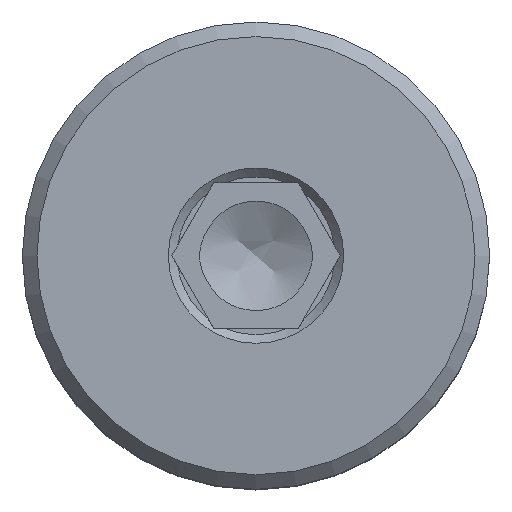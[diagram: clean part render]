
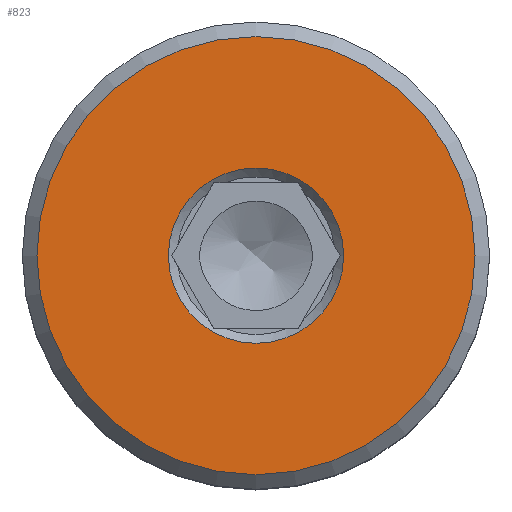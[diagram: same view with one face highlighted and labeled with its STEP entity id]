
A CAD part, top view. The second image highlights one B-rep face of the part: STEP entity #823.
In plain terms, the highlighted planar face has unit normal (0, 0, 1).
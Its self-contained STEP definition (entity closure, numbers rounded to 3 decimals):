
#57 = CARTESIAN_POINT ( 'NONE',  ( 0., 8., 14. ) ) ;
#100 = CIRCLE ( 'NONE', #963, 7.5 ) ;
#107 = DIRECTION ( 'NONE',  ( 1., 0., 0. ) ) ;
#108 = ORIENTED_EDGE ( 'NONE', *, *, #759, .T. ) ;
#136 = DIRECTION ( 'NONE',  ( -1., 0., 0. ) ) ;
#145 = VERTEX_POINT ( 'NONE', #544 ) ;
#231 = CIRCLE ( 'NONE', #439, 3. ) ;
#280 = FACE_OUTER_BOUND ( 'NONE', #732, .T. ) ;
#343 = EDGE_LOOP ( 'NONE', ( #545 ) ) ;
#358 = AXIS2_PLACEMENT_3D ( 'NONE', #57, #885, #827 ) ;
#362 = CARTESIAN_POINT ( 'NONE',  ( 0., 0., 14. ) ) ;
#406 = DIRECTION ( 'NONE',  ( 0., 0., 1. ) ) ;
#439 = AXIS2_PLACEMENT_3D ( 'NONE', #780, #406, #107 ) ;
#468 = CARTESIAN_POINT ( 'NONE',  ( -7.5, 0., 14. ) ) ;
#521 = FACE_BOUND ( 'NONE', #343, .T. ) ;
#544 = CARTESIAN_POINT ( 'NONE',  ( 3., 0., 14. ) ) ;
#545 = ORIENTED_EDGE ( 'NONE', *, *, #718, .F. ) ;
#718 = EDGE_CURVE ( 'NONE', #145, #145, #231, .T. ) ;
#732 = EDGE_LOOP ( 'NONE', ( #108 ) ) ;
#759 = EDGE_CURVE ( 'NONE', #851, #851, #100, .T. ) ;
#780 = CARTESIAN_POINT ( 'NONE',  ( 0., 0., 14. ) ) ;
#823 = ADVANCED_FACE ( 'NONE', ( #280, #521 ), #880, .F. ) ;
#827 = DIRECTION ( 'NONE',  ( -1., 0., 0. ) ) ;
#851 = VERTEX_POINT ( 'NONE', #468 ) ;
#880 = PLANE ( 'NONE',  #358 ) ;
#885 = DIRECTION ( 'NONE',  ( 0., 0., -1. ) ) ;
#961 = DIRECTION ( 'NONE',  ( 0., 0., 1. ) ) ;
#963 = AXIS2_PLACEMENT_3D ( 'NONE', #362, #961, #136 ) ;
